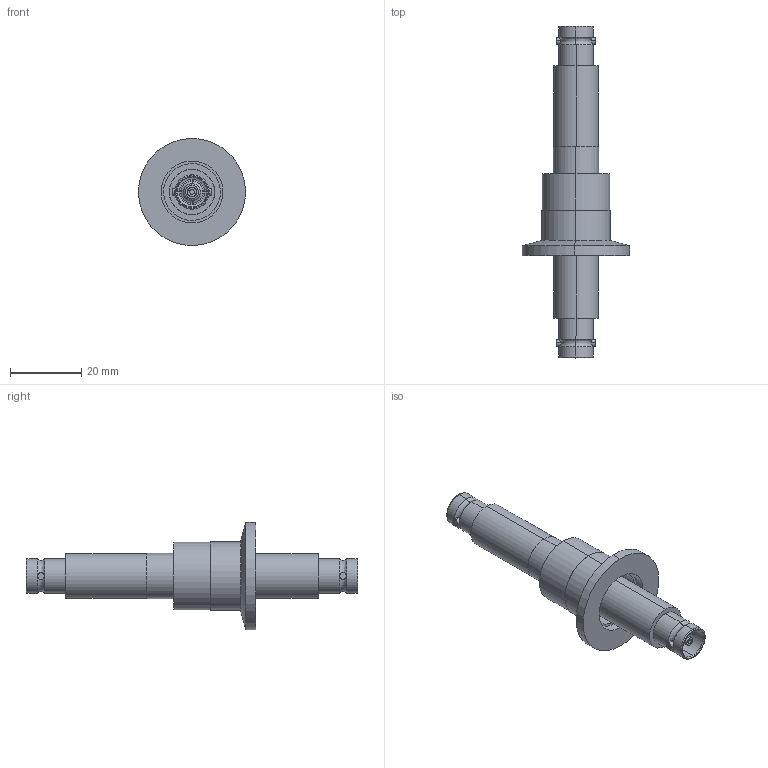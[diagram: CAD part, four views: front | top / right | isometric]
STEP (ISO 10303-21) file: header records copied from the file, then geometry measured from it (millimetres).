
FILE_DESCRIPTION (( 'STEP AP203' ), '1' );
FILE_NAME ('A0479-2-QF.STEP', '2012-06-06T13:32:39', ( '' ), ( '' ), 'SwSTEP 2.0', 'SolidWorks 2012', '' );
FILE_SCHEMA (( 'CONFIG_CONTROL_DESIGN' ));
Length unit declared in the file: inch
Products named in the file (1): A0479-2-QF
Bounding box: 29.96 x 92.9 x 29.96 mm (x, y, z)
Volume: 9823.1 mm3; surface area: 12927.1 mm2
Topology: 1 solids, 2 shells, 252 faces, 551 edges, 344 vertices
Faces by surface type: cylinder 131, plane 59, bspline 32, cone 30
Entity records: 7858 total; most frequent: CARTESIAN_POINT 2164, DIRECTION 1283, ORIENTED_EDGE 1094, AXIS2_PLACEMENT_3D 547, EDGE_CURVE 547, VERTEX_POINT 344, CIRCLE 326, EDGE_LOOP 299
